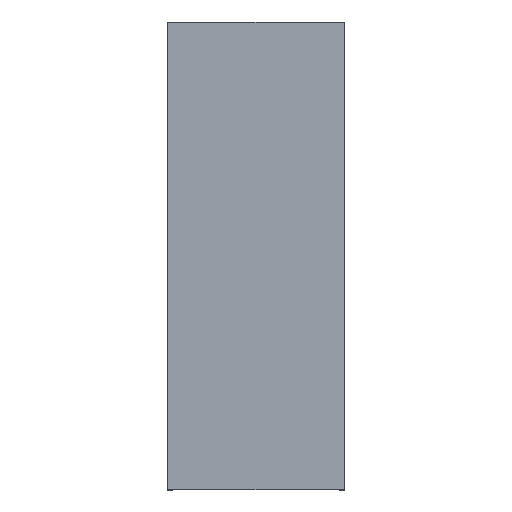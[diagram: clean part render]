
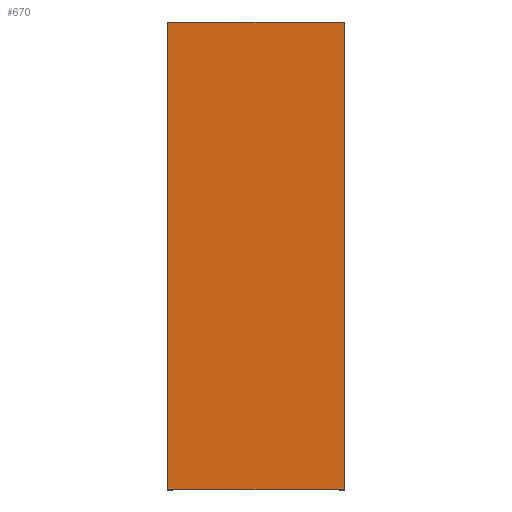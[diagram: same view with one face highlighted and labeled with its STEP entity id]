
A CAD part, top view. The second image highlights one B-rep face of the part: STEP entity #670.
In plain terms, the highlighted planar face has unit normal (0, 0, 1).
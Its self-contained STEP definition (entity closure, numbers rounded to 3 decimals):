
#18 = EDGE_CURVE ( 'NONE', #964, #233, #257, .T. ) ;
#124 = ORIENTED_EDGE ( 'NONE', *, *, #291, .T. ) ;
#144 = DIRECTION ( 'NONE',  ( -1., 0., 0. ) ) ;
#148 = CARTESIAN_POINT ( 'NONE',  ( 1201.518, -209.798, -1211.088 ) ) ;
#156 = CARTESIAN_POINT ( 'NONE',  ( 1201.518, -30.198, -1211.088 ) ) ;
#184 = CARTESIAN_POINT ( 'NONE',  ( 1201.518, -209.798, -1211.088 ) ) ;
#187 = CARTESIAN_POINT ( 'NONE',  ( 1269.419, -30.198, -1211.088 ) ) ;
#233 = VERTEX_POINT ( 'NONE', #440 ) ;
#240 = EDGE_LOOP ( 'NONE', ( #688, #253, #255, #124 ) ) ;
#241 = LINE ( 'NONE', #733, #767 ) ;
#253 = ORIENTED_EDGE ( 'NONE', *, *, #18, .T. ) ;
#255 = ORIENTED_EDGE ( 'NONE', *, *, #898, .T. ) ;
#257 = LINE ( 'NONE', #184, #780 ) ;
#258 = DIRECTION ( 'NONE',  ( 0., 0., 1. ) ) ;
#291 = EDGE_CURVE ( 'NONE', #619, #877, #639, .T. ) ;
#309 = DIRECTION ( 'NONE',  ( 0., -1., 0. ) ) ;
#348 = FACE_OUTER_BOUND ( 'NONE', #240, .T. ) ;
#440 = CARTESIAN_POINT ( 'NONE',  ( 1269.419, -209.798, -1211.088 ) ) ;
#507 = CARTESIAN_POINT ( 'NONE',  ( 0., 0., -1211.088 ) ) ;
#516 = DIRECTION ( 'NONE',  ( 1., 0., 0. ) ) ;
#561 = DIRECTION ( 'NONE',  ( 0., 1., 0. ) ) ;
#564 = VECTOR ( 'NONE', #144, 1000. ) ;
#595 = VECTOR ( 'NONE', #309, 1000. ) ;
#619 = VERTEX_POINT ( 'NONE', #187 ) ;
#637 = CARTESIAN_POINT ( 'NONE',  ( 1201.518, -30.198, -1211.088 ) ) ;
#639 = LINE ( 'NONE', #156, #564 ) ;
#670 = ADVANCED_FACE ( 'NONE', ( #348 ), #672, .T. ) ;
#672 = PLANE ( 'NONE',  #1042 ) ;
#688 = ORIENTED_EDGE ( 'NONE', *, *, #990, .T. ) ;
#733 = CARTESIAN_POINT ( 'NONE',  ( 1269.419, -30.198, -1211.088 ) ) ;
#767 = VECTOR ( 'NONE', #561, 1000. ) ;
#780 = VECTOR ( 'NONE', #516, 1000. ) ;
#796 = CARTESIAN_POINT ( 'NONE',  ( 1201.518, -30.198, -1211.088 ) ) ;
#877 = VERTEX_POINT ( 'NONE', #637 ) ;
#895 = LINE ( 'NONE', #796, #595 ) ;
#898 = EDGE_CURVE ( 'NONE', #233, #619, #241, .T. ) ;
#964 = VERTEX_POINT ( 'NONE', #148 ) ;
#990 = EDGE_CURVE ( 'NONE', #877, #964, #895, .T. ) ;
#1002 = DIRECTION ( 'NONE',  ( 1., 0., 0. ) ) ;
#1042 = AXIS2_PLACEMENT_3D ( 'NONE', #507, #258, #1002 ) ;
